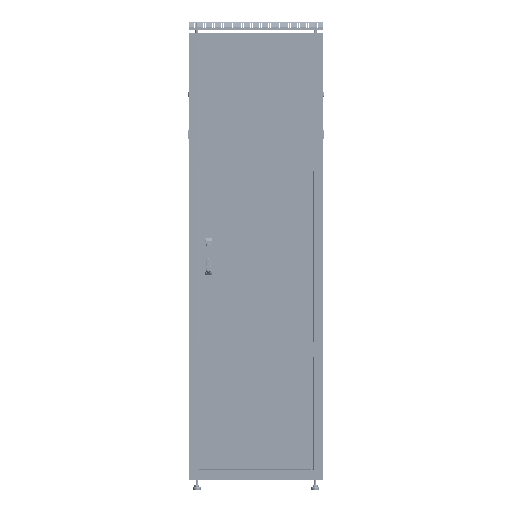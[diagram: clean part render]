
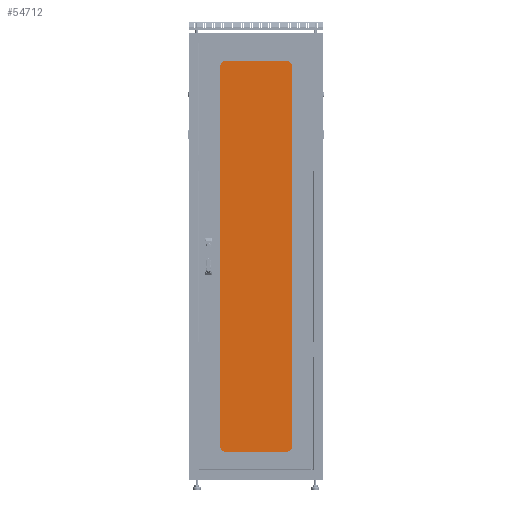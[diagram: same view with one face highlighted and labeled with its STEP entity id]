
A CAD part, top view. The second image highlights one B-rep face of the part: STEP entity #54712.
In plain terms, the highlighted planar face has unit normal (0, 0, 1).
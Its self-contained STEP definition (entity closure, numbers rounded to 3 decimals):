
#1536 = FACE_OUTER_BOUND ( 'NONE', #10328, .T. ) ;
#2738 = CARTESIAN_POINT ( 'NONE',  ( 180., -949.1, 4. ) ) ;
#3394 = VERTEX_POINT ( 'NONE', #61499 ) ;
#6041 = CARTESIAN_POINT ( 'NONE',  ( 180., 949.1, 4. ) ) ;
#10328 = EDGE_LOOP ( 'NONE', ( #54396, #71284, #12126, #55713 ) ) ;
#11282 = CARTESIAN_POINT ( 'NONE',  ( 180., -949.1, 4. ) ) ;
#12126 = ORIENTED_EDGE ( 'NONE', *, *, #110987, .T. ) ;
#12704 = CARTESIAN_POINT ( 'NONE',  ( -180., -949.1, 4. ) ) ;
#16605 = DIRECTION ( 'NONE',  ( 0., 0., 1. ) ) ;
#24409 = DIRECTION ( 'NONE',  ( 1., 0., 0. ) ) ;
#32557 = EDGE_CURVE ( 'NONE', #85219, #71154, #101775, .T. ) ;
#34649 = PLANE ( 'NONE',  #97116 ) ;
#34796 = CARTESIAN_POINT ( 'NONE',  ( 180., -949.1, 4. ) ) ;
#41736 = LINE ( 'NONE', #6041, #92061 ) ;
#43814 = EDGE_CURVE ( 'NONE', #3394, #85219, #41736, .T. ) ;
#50250 = CARTESIAN_POINT ( 'NONE',  ( -180., 949.1, 4. ) ) ;
#52331 = CARTESIAN_POINT ( 'NONE',  ( 0., 0., 4. ) ) ;
#53011 = VECTOR ( 'NONE', #107252, 1000. ) ;
#54396 = ORIENTED_EDGE ( 'NONE', *, *, #32557, .T. ) ;
#54712 = ADVANCED_FACE ( 'NONE', ( #1536 ), #34649, .T. ) ;
#55713 = ORIENTED_EDGE ( 'NONE', *, *, #43814, .T. ) ;
#56406 = VERTEX_POINT ( 'NONE', #11282 ) ;
#56814 = DIRECTION ( 'NONE',  ( 0., 1., 0. ) ) ;
#59546 = VECTOR ( 'NONE', #24409, 1000. ) ;
#61499 = CARTESIAN_POINT ( 'NONE',  ( 180., 949.1, 4. ) ) ;
#65912 = CARTESIAN_POINT ( 'NONE',  ( -180., -949.1, 4. ) ) ;
#68163 = VECTOR ( 'NONE', #56814, 1000. ) ;
#71154 = VERTEX_POINT ( 'NONE', #65912 ) ;
#71284 = ORIENTED_EDGE ( 'NONE', *, *, #79654, .T. ) ;
#71949 = DIRECTION ( 'NONE',  ( 1., 0., 0. ) ) ;
#79654 = EDGE_CURVE ( 'NONE', #71154, #56406, #111255, .T. ) ;
#85219 = VERTEX_POINT ( 'NONE', #50250 ) ;
#92061 = VECTOR ( 'NONE', #107024, 1000. ) ;
#97116 = AXIS2_PLACEMENT_3D ( 'NONE', #52331, #16605, #71949 ) ;
#98309 = LINE ( 'NONE', #2738, #68163 ) ;
#101775 = LINE ( 'NONE', #12704, #53011 ) ;
#107024 = DIRECTION ( 'NONE',  ( -1., 0., 0. ) ) ;
#107252 = DIRECTION ( 'NONE',  ( 0., -1., 0. ) ) ;
#110987 = EDGE_CURVE ( 'NONE', #56406, #3394, #98309, .T. ) ;
#111255 = LINE ( 'NONE', #34796, #59546 ) ;
